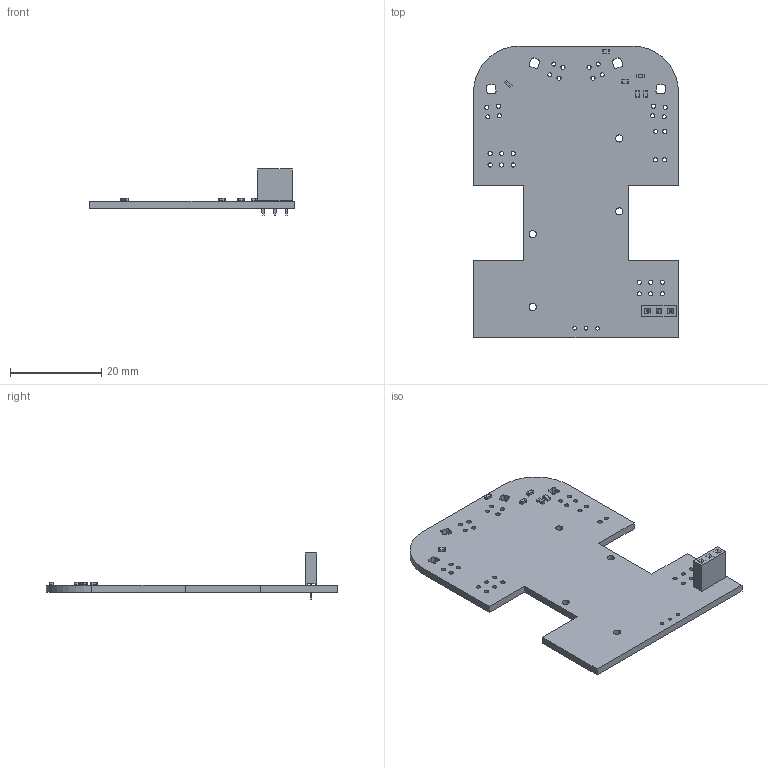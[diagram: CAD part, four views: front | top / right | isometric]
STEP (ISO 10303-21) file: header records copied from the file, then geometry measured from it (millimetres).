
FILE_DESCRIPTION(('KiCad electronic assembly'),'2;1');
FILE_NAME('part02.step','2021-05-01T11:56:31',('An Author'),('A Company' ),'Open CASCADE STEP processor 6.9','KiCad to STEP converter', 'Unknown');
FILE_SCHEMA(('AUTOMOTIVE_DESIGN { 1 0 10303 214 1 1 1 1 }'));
Length unit declared in the file: millimetre
Products named in the file (6): Open CASCADE STEP translator 6.9 1; PinSocket_1x03_P2.54mm_Vertical; SOLID; Open CASCADE STEP translator 6.9 1.2; COMPOUND
Assembly tree (10 placements, depth 3):
  Open CASCADE STEP translator 6.9 1
    PinSocket_1x03_P2.54mm_Vertical
      SOLID
    Open CASCADE STEP translator 6.9 1.2  x6
      COMPOUND
    COMPOUND
Bounding box: 45 x 64 x 10.1 mm (x, y, z)
Volume: 4014.1 mm3; surface area: 5795.6 mm2
Topology: 20 solids, 20 shells, 301 faces, 744 edges, 492 vertices
Faces by surface type: plane 241, cylinder 60
Full cylindrical faces by diameter (mm): 0.8 x3, 0.9 x4, 0.91 x28, 1 x3, 1.567 x4
Entity records: 14963 total; most frequent: CARTESIAN_POINT 2286, DIRECTION 2256, LINE 1452, VECTOR 1452, ORIENTED_EDGE 1128, PCURVE 1128, DEFINITIONAL_REPRESENTATION 1128, EDGE_CURVE 564
